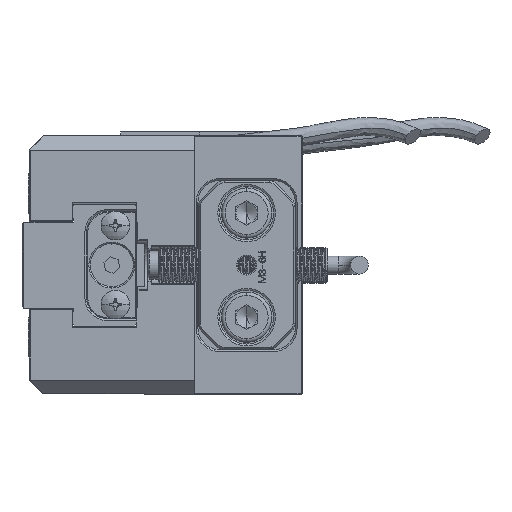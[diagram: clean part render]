
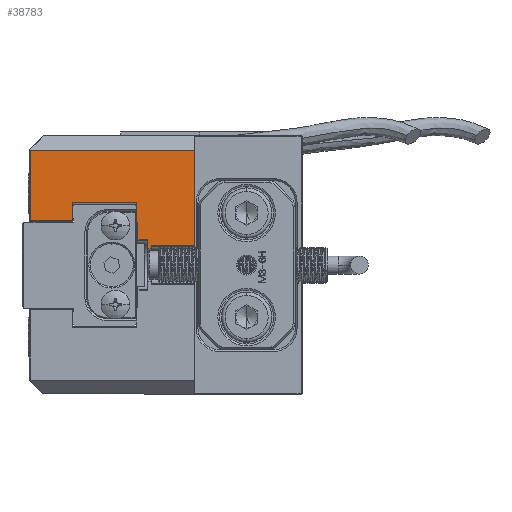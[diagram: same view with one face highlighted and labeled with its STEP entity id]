
A CAD part, left-side view. The second image highlights one B-rep face of the part: STEP entity #38783.
In plain terms, the highlighted planar face has unit normal (-1, 0, 0).
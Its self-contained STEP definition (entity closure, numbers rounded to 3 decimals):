
#726 = VERTEX_POINT ( 'NONE', #3532 ) ;
#1143 = LINE ( 'NONE', #11382, #16452 ) ;
#1378 = ORIENTED_EDGE ( 'NONE', *, *, #6499, .T. ) ;
#1909 = EDGE_CURVE ( 'NONE', #56925, #11532, #27323, .T. ) ;
#2714 = DIRECTION ( 'NONE',  ( 0., 0., 1. ) ) ;
#2897 = CARTESIAN_POINT ( 'NONE',  ( -32., 21.5, 3.55 ) ) ;
#3154 = ORIENTED_EDGE ( 'NONE', *, *, #71894, .T. ) ;
#3532 = CARTESIAN_POINT ( 'NONE',  ( -32., 32., 8.65 ) ) ;
#3831 = DIRECTION ( 'NONE',  ( 0., 0., -1. ) ) ;
#4331 = EDGE_CURVE ( 'NONE', #6064, #20125, #52507, .T. ) ;
#4459 = EDGE_LOOP ( 'NONE', ( #67394, #9298, #46326, #65683, #10957, #30463, #69601, #31821, #1378, #34179, #45713, #18398, #3154, #74590 ) ) ;
#4658 = LINE ( 'NONE', #60995, #18125 ) ;
#5061 = EDGE_CURVE ( 'NONE', #11532, #6064, #4658, .T. ) ;
#6064 = VERTEX_POINT ( 'NONE', #15282 ) ;
#6499 = EDGE_CURVE ( 'NONE', #55289, #19508, #58566, .T. ) ;
#6675 = LINE ( 'NONE', #41764, #52670 ) ;
#6947 = EDGE_CURVE ( 'NONE', #55289, #29214, #25134, .T. ) ;
#7490 = LINE ( 'NONE', #14407, #65171 ) ;
#7677 = VECTOR ( 'NONE', #43611, 1000. ) ;
#9298 = ORIENTED_EDGE ( 'NONE', *, *, #4331, .T. ) ;
#10065 = LINE ( 'NONE', #40616, #38881 ) ;
#10957 = ORIENTED_EDGE ( 'NONE', *, *, #39360, .T. ) ;
#11382 = CARTESIAN_POINT ( 'NONE',  ( -32., 21., -18. ) ) ;
#11532 = VERTEX_POINT ( 'NONE', #68408 ) ;
#12104 = EDGE_CURVE ( 'NONE', #43267, #29214, #64382, .T. ) ;
#12539 = EDGE_CURVE ( 'NONE', #66029, #53701, #13808, .T. ) ;
#13015 = DIRECTION ( 'NONE',  ( 0., 0., 1. ) ) ;
#13808 = LINE ( 'NONE', #57410, #69595 ) ;
#14407 = CARTESIAN_POINT ( 'NONE',  ( -32., 38., 8.65 ) ) ;
#15282 = CARTESIAN_POINT ( 'NONE',  ( -32., 37.85, 16. ) ) ;
#16452 = VECTOR ( 'NONE', #74691, 1000. ) ;
#16542 = VERTEX_POINT ( 'NONE', #22699 ) ;
#16845 = AXIS2_PLACEMENT_3D ( 'NONE', #60131, #25592, #65925 ) ;
#18125 = VECTOR ( 'NONE', #61248, 1000. ) ;
#18398 = ORIENTED_EDGE ( 'NONE', *, *, #42691, .T. ) ;
#19508 = VERTEX_POINT ( 'NONE', #2897 ) ;
#19986 = VECTOR ( 'NONE', #3831, 1000. ) ;
#19996 = CARTESIAN_POINT ( 'NONE',  ( -32., 23., 8.65 ) ) ;
#20125 = VERTEX_POINT ( 'NONE', #34953 ) ;
#20433 = DIRECTION ( 'NONE',  ( 0., 0., 1. ) ) ;
#20758 = EDGE_CURVE ( 'NONE', #20125, #58641, #24763, .T. ) ;
#22699 = CARTESIAN_POINT ( 'NONE',  ( -32., 21., 2.7 ) ) ;
#23530 = CARTESIAN_POINT ( 'NONE',  ( -32., 32., 6.25 ) ) ;
#24763 = LINE ( 'NONE', #66583, #7677 ) ;
#25134 = LINE ( 'NONE', #72029, #52231 ) ;
#25592 = DIRECTION ( 'NONE',  ( 1., 0., 0. ) ) ;
#27323 = LINE ( 'NONE', #49194, #57995 ) ;
#27897 = VECTOR ( 'NONE', #38526, 1000. ) ;
#29214 = VERTEX_POINT ( 'NONE', #55907 ) ;
#30463 = ORIENTED_EDGE ( 'NONE', *, *, #61847, .T. ) ;
#31223 = EDGE_CURVE ( 'NONE', #58641, #726, #10065, .T. ) ;
#31820 = DIRECTION ( 'NONE',  ( 0., -1., 0. ) ) ;
#31821 = ORIENTED_EDGE ( 'NONE', *, *, #6947, .F. ) ;
#32518 = CARTESIAN_POINT ( 'NONE',  ( -32., 37.85, 6.25 ) ) ;
#32724 = CARTESIAN_POINT ( 'NONE',  ( -32., 21.5, 3.55 ) ) ;
#32767 = FACE_OUTER_BOUND ( 'NONE', #4459, .T. ) ;
#34179 = ORIENTED_EDGE ( 'NONE', *, *, #58249, .F. ) ;
#34201 = VECTOR ( 'NONE', #42536, 1000. ) ;
#34661 = CARTESIAN_POINT ( 'NONE',  ( -32., 38., 2.7 ) ) ;
#34953 = CARTESIAN_POINT ( 'NONE',  ( -32., 37.85, 6.25 ) ) ;
#38526 = DIRECTION ( 'NONE',  ( 0., -1., 0. ) ) ;
#38783 = ADVANCED_FACE ( 'NONE', ( #32767 ), #54346, .F. ) ;
#38836 = CARTESIAN_POINT ( 'NONE',  ( -32., 21.5, 2.3 ) ) ;
#38881 = VECTOR ( 'NONE', #46410, 1000. ) ;
#38916 = CARTESIAN_POINT ( 'NONE',  ( -32., 15., 2.7 ) ) ;
#39360 = EDGE_CURVE ( 'NONE', #726, #48626, #7490, .T. ) ;
#40616 = CARTESIAN_POINT ( 'NONE',  ( -32., 32., 8.5 ) ) ;
#41764 = CARTESIAN_POINT ( 'NONE',  ( -32., 21.5, -18. ) ) ;
#42536 = DIRECTION ( 'NONE',  ( 0., 0., -1. ) ) ;
#42691 = EDGE_CURVE ( 'NONE', #53701, #16542, #1143, .T. ) ;
#43267 = VERTEX_POINT ( 'NONE', #46823 ) ;
#43611 = DIRECTION ( 'NONE',  ( 0., -1., 0. ) ) ;
#45713 = ORIENTED_EDGE ( 'NONE', *, *, #12539, .T. ) ;
#46326 = ORIENTED_EDGE ( 'NONE', *, *, #20758, .T. ) ;
#46410 = DIRECTION ( 'NONE',  ( 0., 0., 1. ) ) ;
#46733 = DIRECTION ( 'NONE',  ( 0., -1., 0. ) ) ;
#46823 = CARTESIAN_POINT ( 'NONE',  ( -32., 23., 5.9 ) ) ;
#47341 = DIRECTION ( 'NONE',  ( 0., -1., 0. ) ) ;
#48333 = CARTESIAN_POINT ( 'NONE',  ( -32., 23., -8.5 ) ) ;
#48626 = VERTEX_POINT ( 'NONE', #19996 ) ;
#49194 = CARTESIAN_POINT ( 'NONE',  ( -32., 15., -18. ) ) ;
#51962 = LINE ( 'NONE', #34661, #65469 ) ;
#52117 = DIRECTION ( 'NONE',  ( 0., -1., 0. ) ) ;
#52231 = VECTOR ( 'NONE', #2714, 1000. ) ;
#52507 = LINE ( 'NONE', #32518, #19986 ) ;
#52670 = VECTOR ( 'NONE', #13015, 1000. ) ;
#53185 = CARTESIAN_POINT ( 'NONE',  ( -32., 38., 5.9 ) ) ;
#53701 = VERTEX_POINT ( 'NONE', #72532 ) ;
#54346 = PLANE ( 'NONE',  #16845 ) ;
#55289 = VERTEX_POINT ( 'NONE', #62497 ) ;
#55907 = CARTESIAN_POINT ( 'NONE',  ( -32., 22.85, 5.9 ) ) ;
#56925 = VERTEX_POINT ( 'NONE', #38916 ) ;
#57410 = CARTESIAN_POINT ( 'NONE',  ( -32., 38., 2.3 ) ) ;
#57995 = VECTOR ( 'NONE', #20433, 1000. ) ;
#58249 = EDGE_CURVE ( 'NONE', #66029, #19508, #6675, .T. ) ;
#58566 = LINE ( 'NONE', #32724, #27897 ) ;
#58641 = VERTEX_POINT ( 'NONE', #23530 ) ;
#60131 = CARTESIAN_POINT ( 'NONE',  ( -32., 38., -18. ) ) ;
#60783 = VECTOR ( 'NONE', #47341, 1000. ) ;
#60995 = CARTESIAN_POINT ( 'NONE',  ( -32., 38., 16. ) ) ;
#61248 = DIRECTION ( 'NONE',  ( 0., 1., 0. ) ) ;
#61847 = EDGE_CURVE ( 'NONE', #48626, #43267, #64872, .T. ) ;
#62497 = CARTESIAN_POINT ( 'NONE',  ( -32., 22.85, 3.55 ) ) ;
#64382 = LINE ( 'NONE', #53185, #60783 ) ;
#64872 = LINE ( 'NONE', #48333, #34201 ) ;
#65171 = VECTOR ( 'NONE', #31820, 1000. ) ;
#65469 = VECTOR ( 'NONE', #46733, 1000. ) ;
#65683 = ORIENTED_EDGE ( 'NONE', *, *, #31223, .T. ) ;
#65925 = DIRECTION ( 'NONE',  ( 0., 0., -1. ) ) ;
#66029 = VERTEX_POINT ( 'NONE', #38836 ) ;
#66583 = CARTESIAN_POINT ( 'NONE',  ( -32., 38., 6.25 ) ) ;
#67394 = ORIENTED_EDGE ( 'NONE', *, *, #5061, .T. ) ;
#68408 = CARTESIAN_POINT ( 'NONE',  ( -32., 15., 16. ) ) ;
#69595 = VECTOR ( 'NONE', #52117, 1000. ) ;
#69601 = ORIENTED_EDGE ( 'NONE', *, *, #12104, .T. ) ;
#71894 = EDGE_CURVE ( 'NONE', #16542, #56925, #51962, .T. ) ;
#72029 = CARTESIAN_POINT ( 'NONE',  ( -32., 22.85, -5.75 ) ) ;
#72532 = CARTESIAN_POINT ( 'NONE',  ( -32., 21., 2.3 ) ) ;
#74590 = ORIENTED_EDGE ( 'NONE', *, *, #1909, .T. ) ;
#74691 = DIRECTION ( 'NONE',  ( 0., 0., 1. ) ) ;
